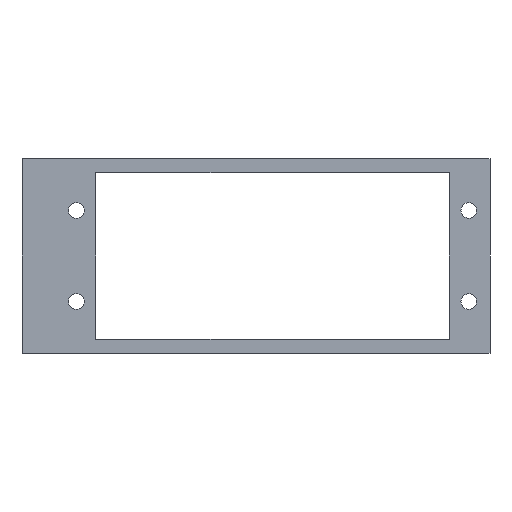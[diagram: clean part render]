
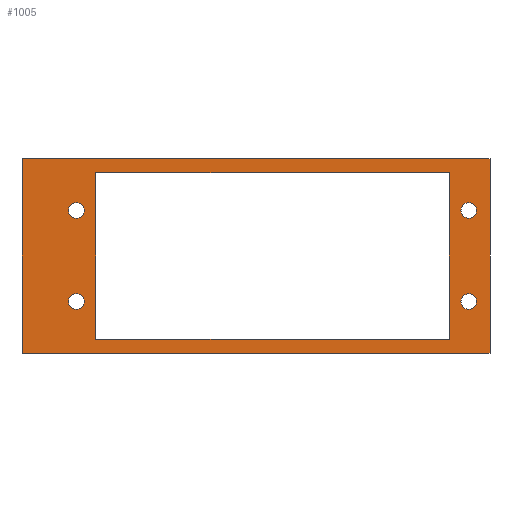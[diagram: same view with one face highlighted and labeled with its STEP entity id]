
A CAD part, front view. The second image highlights one B-rep face of the part: STEP entity #1005.
In plain terms, the highlighted planar face has unit normal (0, -1, 0).
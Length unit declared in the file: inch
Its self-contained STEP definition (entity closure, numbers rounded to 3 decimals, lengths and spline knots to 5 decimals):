
#32 = LINE ( 'NONE', #111, #1523 ) ;
#40 = LINE ( 'NONE', #401, #1564 ) ;
#62 = CARTESIAN_POINT ( 'NONE',  ( 1.47894, 0., -0.66 ) ) ;
#77 = CARTESIAN_POINT ( 'NONE',  ( -1.45433, 0., 0.66 ) ) ;
#103 = ORIENTED_EDGE ( 'NONE', *, *, #1821, .T. ) ;
#111 = CARTESIAN_POINT ( 'NONE',  ( -1.70433, 0., -0.66 ) ) ;
#133 = CARTESIAN_POINT ( 'NONE',  ( -1.33476, 0., 0.31 ) ) ;
#134 = DIRECTION ( 'NONE',  ( 0., 0., 1. ) ) ;
#137 = ORIENTED_EDGE ( 'NONE', *, *, #1517, .T. ) ;
#154 = EDGE_CURVE ( 'NONE', #1374, #1617, #1238, .T. ) ;
#165 = FACE_BOUND ( 'NONE', #478, .T. ) ;
#167 = DIRECTION ( 'NONE',  ( 0., 0., -1. ) ) ;
#174 = ORIENTED_EDGE ( 'NONE', *, *, #203, .T. ) ;
#177 = DIRECTION ( 'NONE',  ( 0., 1., 0. ) ) ;
#203 = EDGE_CURVE ( 'NONE', #407, #1218, #40, .T. ) ;
#206 = CARTESIAN_POINT ( 'NONE',  ( -1.33476, 0., 0.36325 ) ) ;
#226 = CIRCLE ( 'NONE', #1439, 0.05325 ) ;
#233 = ORIENTED_EDGE ( 'NONE', *, *, #1378, .T. ) ;
#247 = CARTESIAN_POINT ( 'NONE',  ( 1.33476, 0., 0.31 ) ) ;
#252 = VECTOR ( 'NONE', #1603, 39.37008 ) ;
#254 = DIRECTION ( 'NONE',  ( 0., 0., 1. ) ) ;
#259 = DIRECTION ( 'NONE',  ( 0., 0., 1. ) ) ;
#261 = VERTEX_POINT ( 'NONE', #206 ) ;
#262 = DIRECTION ( 'NONE',  ( 0., 1., 0. ) ) ;
#268 = DIRECTION ( 'NONE',  ( 0., 1., 0. ) ) ;
#269 = CARTESIAN_POINT ( 'NONE',  ( -1.33476, 0., -0.31 ) ) ;
#286 = DIRECTION ( 'NONE',  ( 1., 0., 0. ) ) ;
#301 = VECTOR ( 'NONE', #286, 39.37008 ) ;
#304 = CARTESIAN_POINT ( 'NONE',  ( -1.33476, 0., -0.36325 ) ) ;
#334 = DIRECTION ( 'NONE',  ( 0., 0., 1. ) ) ;
#359 = ORIENTED_EDGE ( 'NONE', *, *, #154, .T. ) ;
#382 = CARTESIAN_POINT ( 'NONE',  ( 1.33476, 0., -0.36325 ) ) ;
#401 = CARTESIAN_POINT ( 'NONE',  ( 1.20185, 0., 0.565 ) ) ;
#407 = VERTEX_POINT ( 'NONE', #1759 ) ;
#435 = DIRECTION ( 'NONE',  ( -1., 0., 0. ) ) ;
#443 = CARTESIAN_POINT ( 'NONE',  ( -1.45433, 0., -0.66 ) ) ;
#446 = VECTOR ( 'NONE', #1850, 39.37008 ) ;
#459 = EDGE_LOOP ( 'NONE', ( #901, #1471 ) ) ;
#472 = CARTESIAN_POINT ( 'NONE',  ( -1.70433, 0., 0.66 ) ) ;
#478 = EDGE_LOOP ( 'NONE', ( #805, #137 ) ) ;
#484 = AXIS2_PLACEMENT_3D ( 'NONE', #269, #268, #259 ) ;
#486 = CARTESIAN_POINT ( 'NONE',  ( 1.33476, 0., -0.31 ) ) ;
#522 = ORIENTED_EDGE ( 'NONE', *, *, #1424, .F. ) ;
#531 = CIRCLE ( 'NONE', #1797, 0.05325 ) ;
#533 = CARTESIAN_POINT ( 'NONE',  ( -1.33476, 0., -0.31 ) ) ;
#558 = VECTOR ( 'NONE', #1596, 39.37008 ) ;
#578 = VERTEX_POINT ( 'NONE', #1221 ) ;
#595 = ORIENTED_EDGE ( 'NONE', *, *, #1463, .T. ) ;
#611 = FACE_BOUND ( 'NONE', #823, .T. ) ;
#616 = CARTESIAN_POINT ( 'NONE',  ( 1.33476, 0., 0.36325 ) ) ;
#638 = AXIS2_PLACEMENT_3D ( 'NONE', #533, #1172, #1443 ) ;
#644 = CIRCLE ( 'NONE', #862, 0.05325 ) ;
#653 = VERTEX_POINT ( 'NONE', #839 ) ;
#655 = DIRECTION ( 'NONE',  ( 0., 1., 0. ) ) ;
#666 = LINE ( 'NONE', #1602, #252 ) ;
#669 = ORIENTED_EDGE ( 'NONE', *, *, #1756, .T. ) ;
#695 = VERTEX_POINT ( 'NONE', #1501 ) ;
#706 = CIRCLE ( 'NONE', #1767, 0.05325 ) ;
#743 = VERTEX_POINT ( 'NONE', #472 ) ;
#756 = EDGE_CURVE ( 'NONE', #1551, #858, #644, .T. ) ;
#796 = VERTEX_POINT ( 'NONE', #1214 ) ;
#805 = ORIENTED_EDGE ( 'NONE', *, *, #825, .T. ) ;
#823 = EDGE_LOOP ( 'NONE', ( #233, #359 ) ) ;
#825 = EDGE_CURVE ( 'NONE', #653, #1356, #1297, .T. ) ;
#832 = EDGE_CURVE ( 'NONE', #1154, #1793, #1692, .T. ) ;
#837 = EDGE_CURVE ( 'NONE', #743, #1154, #1611, .T. ) ;
#839 = CARTESIAN_POINT ( 'NONE',  ( 1.33476, 0., -0.25675 ) ) ;
#858 = VERTEX_POINT ( 'NONE', #1746 ) ;
#862 = AXIS2_PLACEMENT_3D ( 'NONE', #247, #262, #254 ) ;
#871 = FACE_BOUND ( 'NONE', #1399, .T. ) ;
#873 = CARTESIAN_POINT ( 'NONE',  ( 1.20185, 0., -0.565 ) ) ;
#885 = ORIENTED_EDGE ( 'NONE', *, *, #940, .T. ) ;
#901 = ORIENTED_EDGE ( 'NONE', *, *, #756, .T. ) ;
#940 = EDGE_CURVE ( 'NONE', #1218, #796, #666, .T. ) ;
#966 = DIRECTION ( 'NONE',  ( 0., 0., 1. ) ) ;
#968 = ORIENTED_EDGE ( 'NONE', *, *, #837, .F. ) ;
#974 = LINE ( 'NONE', #1698, #558 ) ;
#975 = CARTESIAN_POINT ( 'NONE',  ( 1.47894, 0., 0.66 ) ) ;
#1005 = ADVANCED_FACE ( 'NONE', ( #165, #1315, #1630, #611, #1275, #871 ), #1495, .F. ) ;
#1012 = VERTEX_POINT ( 'NONE', #1368 ) ;
#1090 = DIRECTION ( 'NONE',  ( 0., 0., 1. ) ) ;
#1138 = CIRCLE ( 'NONE', #1855, 0.05325 ) ;
#1154 = VERTEX_POINT ( 'NONE', #975 ) ;
#1172 = DIRECTION ( 'NONE',  ( 0., 1., 0. ) ) ;
#1214 = CARTESIAN_POINT ( 'NONE',  ( -1.20184, 0., -0.565 ) ) ;
#1218 = VERTEX_POINT ( 'NONE', #873 ) ;
#1221 = CARTESIAN_POINT ( 'NONE',  ( -1.33476, 0., 0.25675 ) ) ;
#1238 = CIRCLE ( 'NONE', #638, 0.05325 ) ;
#1275 = FACE_OUTER_BOUND ( 'NONE', #1393, .T. ) ;
#1280 = ORIENTED_EDGE ( 'NONE', *, *, #1750, .F. ) ;
#1297 = CIRCLE ( 'NONE', #1806, 0.05325 ) ;
#1315 = FACE_BOUND ( 'NONE', #459, .T. ) ;
#1342 = CARTESIAN_POINT ( 'NONE',  ( -1.20184, 0., 0.565 ) ) ;
#1356 = VERTEX_POINT ( 'NONE', #382 ) ;
#1368 = CARTESIAN_POINT ( 'NONE',  ( -1.20184, 0., 0.565 ) ) ;
#1374 = VERTEX_POINT ( 'NONE', #304 ) ;
#1378 = EDGE_CURVE ( 'NONE', #1617, #1374, #1591, .T. ) ;
#1382 = DIRECTION ( 'NONE',  ( 0., 0., 1. ) ) ;
#1385 = DIRECTION ( 'NONE',  ( 0., 1., 0. ) ) ;
#1386 = DIRECTION ( 'NONE',  ( 0., 1., 0. ) ) ;
#1393 = EDGE_LOOP ( 'NONE', ( #968, #522, #1280, #1695 ) ) ;
#1399 = EDGE_LOOP ( 'NONE', ( #174, #885, #103, #1682 ) ) ;
#1424 = EDGE_CURVE ( 'NONE', #695, #743, #32, .T. ) ;
#1439 = AXIS2_PLACEMENT_3D ( 'NONE', #486, #1385, #334 ) ;
#1443 = DIRECTION ( 'NONE',  ( 0., 0., 1. ) ) ;
#1454 = VECTOR ( 'NONE', #435, 39.37008 ) ;
#1461 = CARTESIAN_POINT ( 'NONE',  ( 0., 0., 0. ) ) ;
#1463 = EDGE_CURVE ( 'NONE', #578, #261, #1138, .T. ) ;
#1471 = ORIENTED_EDGE ( 'NONE', *, *, #1548, .T. ) ;
#1495 = PLANE ( 'NONE',  #1497 ) ;
#1497 = AXIS2_PLACEMENT_3D ( 'NONE', #1461, #1386, #1382 ) ;
#1498 = LINE ( 'NONE', #1342, #301 ) ;
#1501 = CARTESIAN_POINT ( 'NONE',  ( -1.70433, 0., -0.66 ) ) ;
#1517 = EDGE_CURVE ( 'NONE', #1356, #653, #226, .T. ) ;
#1523 = VECTOR ( 'NONE', #134, 39.37008 ) ;
#1540 = DIRECTION ( 'NONE',  ( 0., 0., 1. ) ) ;
#1548 = EDGE_CURVE ( 'NONE', #858, #1551, #531, .T. ) ;
#1551 = VERTEX_POINT ( 'NONE', #616 ) ;
#1564 = VECTOR ( 'NONE', #167, 39.37008 ) ;
#1567 = CARTESIAN_POINT ( 'NONE',  ( -1.33476, 0., 0.31 ) ) ;
#1578 = VECTOR ( 'NONE', #1819, 39.37008 ) ;
#1591 = CIRCLE ( 'NONE', #484, 0.05325 ) ;
#1596 = DIRECTION ( 'NONE',  ( 0., 0., 1. ) ) ;
#1602 = CARTESIAN_POINT ( 'NONE',  ( -1.20184, 0., -0.565 ) ) ;
#1603 = DIRECTION ( 'NONE',  ( -1., 0., 0. ) ) ;
#1611 = LINE ( 'NONE', #77, #1578 ) ;
#1617 = VERTEX_POINT ( 'NONE', #1765 ) ;
#1627 = CARTESIAN_POINT ( 'NONE',  ( 1.33476, 0., 0.31 ) ) ;
#1630 = FACE_BOUND ( 'NONE', #1755, .T. ) ;
#1682 = ORIENTED_EDGE ( 'NONE', *, *, #1742, .T. ) ;
#1692 = LINE ( 'NONE', #62, #446 ) ;
#1695 = ORIENTED_EDGE ( 'NONE', *, *, #832, .F. ) ;
#1698 = CARTESIAN_POINT ( 'NONE',  ( -1.20184, 0., 0.565 ) ) ;
#1742 = EDGE_CURVE ( 'NONE', #1012, #407, #1498, .T. ) ;
#1746 = CARTESIAN_POINT ( 'NONE',  ( 1.33476, 0., 0.25675 ) ) ;
#1750 = EDGE_CURVE ( 'NONE', #1793, #695, #1785, .T. ) ;
#1755 = EDGE_LOOP ( 'NONE', ( #669, #595 ) ) ;
#1756 = EDGE_CURVE ( 'NONE', #261, #578, #706, .T. ) ;
#1759 = CARTESIAN_POINT ( 'NONE',  ( 1.20185, 0., 0.565 ) ) ;
#1765 = CARTESIAN_POINT ( 'NONE',  ( -1.33476, 0., -0.25675 ) ) ;
#1767 = AXIS2_PLACEMENT_3D ( 'NONE', #1567, #1801, #966 ) ;
#1785 = LINE ( 'NONE', #443, #1454 ) ;
#1793 = VERTEX_POINT ( 'NONE', #1805 ) ;
#1797 = AXIS2_PLACEMENT_3D ( 'NONE', #1627, #177, #1090 ) ;
#1801 = DIRECTION ( 'NONE',  ( 0., 1., 0. ) ) ;
#1805 = CARTESIAN_POINT ( 'NONE',  ( 1.47894, 0., -0.66 ) ) ;
#1806 = AXIS2_PLACEMENT_3D ( 'NONE', #1864, #1863, #1860 ) ;
#1819 = DIRECTION ( 'NONE',  ( 1., 0., 0. ) ) ;
#1821 = EDGE_CURVE ( 'NONE', #796, #1012, #974, .T. ) ;
#1850 = DIRECTION ( 'NONE',  ( 0., 0., -1. ) ) ;
#1855 = AXIS2_PLACEMENT_3D ( 'NONE', #133, #655, #1540 ) ;
#1860 = DIRECTION ( 'NONE',  ( 0., 0., 1. ) ) ;
#1863 = DIRECTION ( 'NONE',  ( 0., 1., 0. ) ) ;
#1864 = CARTESIAN_POINT ( 'NONE',  ( 1.33476, 0., -0.31 ) ) ;
